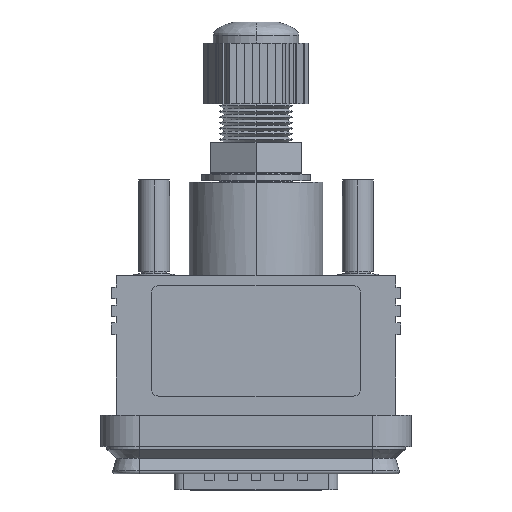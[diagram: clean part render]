
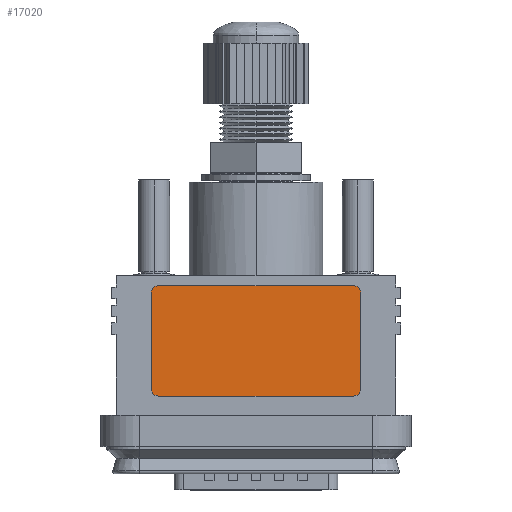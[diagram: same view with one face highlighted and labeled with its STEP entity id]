
A CAD part, top view. The second image highlights one B-rep face of the part: STEP entity #17020.
In plain terms, the highlighted planar face has unit normal (0, 0, 1).
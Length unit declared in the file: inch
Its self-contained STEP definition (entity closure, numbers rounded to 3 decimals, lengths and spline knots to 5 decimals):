
#46 = ORIENTED_EDGE ( 'NONE', *, *, #32964, .T. ) ;
#47 = ORIENTED_EDGE ( 'NONE', *, *, #32440, .T. ) ;
#67 = ORIENTED_EDGE ( 'NONE', *, *, #17010, .T. ) ;
#70 = ORIENTED_EDGE ( 'NONE', *, *, #106, .T. ) ;
#71 = ORIENTED_EDGE ( 'NONE', *, *, #129, .T. ) ;
#76 = ORIENTED_EDGE ( 'NONE', *, *, #17018, .T. ) ;
#78 = ORIENTED_EDGE ( 'NONE', *, *, #32958, .T. ) ;
#106 = EDGE_CURVE ( 'NONE', #108, #32356, #27014, .T. ) ;
#108 = VERTEX_POINT ( 'NONE', #27005 ) ;
#110 = VERTEX_POINT ( 'NONE', #27004 ) ;
#122 = VERTEX_POINT ( 'NONE', #27044 ) ;
#129 = EDGE_CURVE ( 'NONE', #122, #108, #27038, .T. ) ;
#466 = DIRECTION ( 'NONE',  ( 1., 0., 0. ) ) ;
#467 = DIRECTION ( 'NONE',  ( 0., 0., 1. ) ) ;
#468 = CARTESIAN_POINT ( 'NONE',  ( -0.625, 0.374, 0.3 ) ) ;
#469 = AXIS2_PLACEMENT_3D ( 'NONE', #468, #467, #466 ) ;
#470 = CIRCLE ( 'NONE', #469, 0.05 ) ;
#515 = DIRECTION ( 'NONE',  ( 1., 0., 0. ) ) ;
#516 = DIRECTION ( 'NONE',  ( 0., 0., 1. ) ) ;
#517 = CARTESIAN_POINT ( 'NONE',  ( -0.625, 0.985, 0.3 ) ) ;
#518 = AXIS2_PLACEMENT_3D ( 'NONE', #517, #516, #515 ) ;
#519 = PLANE ( 'NONE',  #518 ) ;
#520 = FACE_OUTER_BOUND ( 'NONE', #16713, .T. ) ;
#521 = DIRECTION ( 'NONE',  ( 0., -1., 0. ) ) ;
#522 = VECTOR ( 'NONE', #521, 39.37008 ) ;
#523 = CARTESIAN_POINT ( 'NONE',  ( -0.675, 0.985, 0.3 ) ) ;
#524 = LINE ( 'NONE', #523, #522 ) ;
#16708 = ORIENTED_EDGE ( 'NONE', *, *, #31261, .T. ) ;
#16713 = EDGE_LOOP ( 'NONE', ( #78, #76, #67, #71, #70, #47, #46, #16708 ) ) ;
#17010 = EDGE_CURVE ( 'NONE', #110, #122, #470, .T. ) ;
#17018 = EDGE_CURVE ( 'NONE', #32889, #110, #524, .T. ) ;
#17020 = ADVANCED_FACE ( 'NONE', ( #520 ), #519, .T. ) ;
#27004 = CARTESIAN_POINT ( 'NONE',  ( -0.675, 0.374, 0.3 ) ) ;
#27005 = CARTESIAN_POINT ( 'NONE',  ( 0.625, 0.324, 0.3 ) ) ;
#27006 = DIRECTION ( 'NONE',  ( 1., 0., 0. ) ) ;
#27007 = DIRECTION ( 'NONE',  ( 0., 0., 1. ) ) ;
#27008 = CARTESIAN_POINT ( 'NONE',  ( 0.625, 0.374, 0.3 ) ) ;
#27009 = AXIS2_PLACEMENT_3D ( 'NONE', #27008, #27007, #27006 ) ;
#27014 = CIRCLE ( 'NONE', #27009, 0.05 ) ;
#27035 = DIRECTION ( 'NONE',  ( 1., 0., 0. ) ) ;
#27036 = VECTOR ( 'NONE', #27035, 39.37008 ) ;
#27037 = CARTESIAN_POINT ( 'NONE',  ( -0.625, 0.324, 0.3 ) ) ;
#27038 = LINE ( 'NONE', #27037, #27036 ) ;
#27044 = CARTESIAN_POINT ( 'NONE',  ( -0.625, 0.324, 0.3 ) ) ;
#31145 = VERTEX_POINT ( 'NONE', #31172 ) ;
#31168 = DIRECTION ( 'NONE',  ( -1., 0., 0. ) ) ;
#31169 = VECTOR ( 'NONE', #31168, 39.37008 ) ;
#31170 = CARTESIAN_POINT ( 'NONE',  ( -0.625, 1.035, 0.3 ) ) ;
#31171 = LINE ( 'NONE', #31170, #31169 ) ;
#31172 = CARTESIAN_POINT ( 'NONE',  ( 0.625, 1.035, 0.3 ) ) ;
#31234 = DIRECTION ( 'NONE',  ( 0., 1., 0. ) ) ;
#31235 = VECTOR ( 'NONE', #31234, 39.37008 ) ;
#31236 = CARTESIAN_POINT ( 'NONE',  ( 0.675, 0.985, 0.3 ) ) ;
#31237 = LINE ( 'NONE', #31236, #31235 ) ;
#31249 = CARTESIAN_POINT ( 'NONE',  ( 0.675, 0.374, 0.3 ) ) ;
#31261 = EDGE_CURVE ( 'NONE', #31145, #32963, #31171, .T. ) ;
#31331 = CARTESIAN_POINT ( 'NONE',  ( -0.675, 0.985, 0.3 ) ) ;
#31405 = DIRECTION ( 'NONE',  ( -1., 0., 0. ) ) ;
#31406 = DIRECTION ( 'NONE',  ( 0., 0., 1. ) ) ;
#31408 = CARTESIAN_POINT ( 'NONE',  ( 0.625, 0.985, 0.3 ) ) ;
#31409 = AXIS2_PLACEMENT_3D ( 'NONE', #31408, #31406, #31405 ) ;
#31410 = CIRCLE ( 'NONE', #31409, 0.05 ) ;
#31411 = CARTESIAN_POINT ( 'NONE',  ( -0.625, 1.035, 0.3 ) ) ;
#31416 = DIRECTION ( 'NONE',  ( 1., 0., 0. ) ) ;
#31417 = DIRECTION ( 'NONE',  ( 0., 0., 1. ) ) ;
#31418 = CARTESIAN_POINT ( 'NONE',  ( -0.625, 0.985, 0.3 ) ) ;
#31419 = AXIS2_PLACEMENT_3D ( 'NONE', #31418, #31417, #31416 ) ;
#31420 = CIRCLE ( 'NONE', #31419, 0.05 ) ;
#31426 = CARTESIAN_POINT ( 'NONE',  ( 0.675, 0.985, 0.3 ) ) ;
#32356 = VERTEX_POINT ( 'NONE', #31249 ) ;
#32440 = EDGE_CURVE ( 'NONE', #32356, #32956, #31237, .T. ) ;
#32889 = VERTEX_POINT ( 'NONE', #31331 ) ;
#32956 = VERTEX_POINT ( 'NONE', #31426 ) ;
#32958 = EDGE_CURVE ( 'NONE', #32963, #32889, #31420, .T. ) ;
#32963 = VERTEX_POINT ( 'NONE', #31411 ) ;
#32964 = EDGE_CURVE ( 'NONE', #32956, #31145, #31410, .T. ) ;
